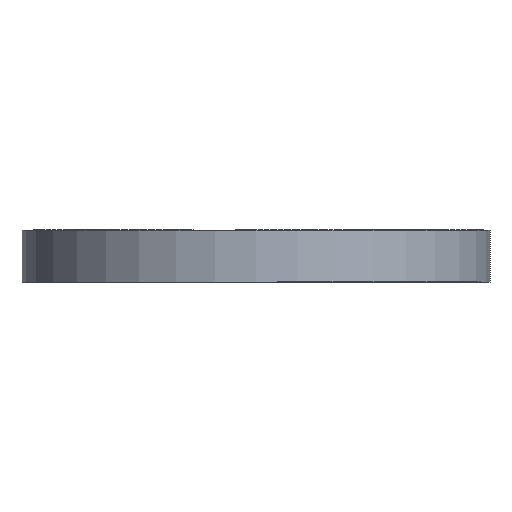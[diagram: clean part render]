
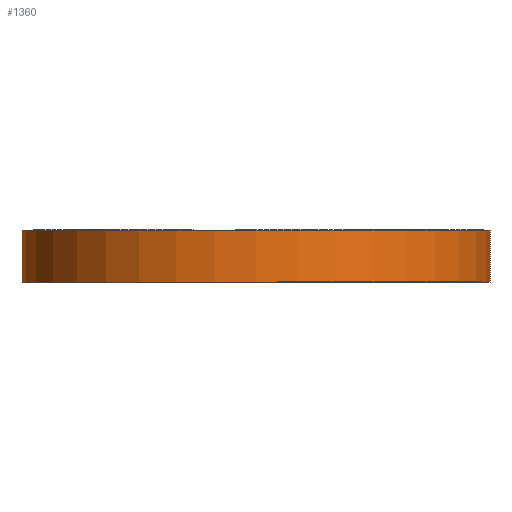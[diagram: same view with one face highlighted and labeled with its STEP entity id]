
A CAD part, front view. The second image highlights one B-rep face of the part: STEP entity #1360.
In plain terms, the highlighted cylindrical face has radius 27 mm (diameter 54 mm), a partial arc.
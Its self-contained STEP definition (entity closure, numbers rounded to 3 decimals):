
#2 = VECTOR ( 'NONE', #1043, 1000. ) ;
#62 = LINE ( 'NONE', #466, #1409 ) ;
#82 = FACE_OUTER_BOUND ( 'NONE', #719, .T. ) ;
#112 = DIRECTION ( 'NONE',  ( 0., 0., -1. ) ) ;
#121 = EDGE_CURVE ( 'NONE', #1313, #1345, #62, .T. ) ;
#236 = CARTESIAN_POINT ( 'NONE',  ( 27., 0., 6. ) ) ;
#255 = CARTESIAN_POINT ( 'NONE',  ( 0., 0., 6. ) ) ;
#282 = AXIS2_PLACEMENT_3D ( 'NONE', #255, #112, #386 ) ;
#310 = DIRECTION ( 'NONE',  ( 0., 0., 1. ) ) ;
#322 = CARTESIAN_POINT ( 'NONE',  ( 0., 0., 6. ) ) ;
#329 = DIRECTION ( 'NONE',  ( 1., 0., 0. ) ) ;
#351 = EDGE_CURVE ( 'NONE', #1345, #1343, #1421, .T. ) ;
#386 = DIRECTION ( 'NONE',  ( -1., 0., 0. ) ) ;
#466 = CARTESIAN_POINT ( 'NONE',  ( -27., 0., 6. ) ) ;
#483 = DIRECTION ( 'NONE',  ( 0., 0., 1. ) ) ;
#495 = CARTESIAN_POINT ( 'NONE',  ( 27., 0., 0. ) ) ;
#523 = CIRCLE ( 'NONE', #530, 27. ) ;
#530 = AXIS2_PLACEMENT_3D ( 'NONE', #322, #310, #780 ) ;
#544 = LINE ( 'NONE', #962, #2 ) ;
#686 = EDGE_CURVE ( 'NONE', #1287, #1343, #544, .T. ) ;
#689 = CYLINDRICAL_SURFACE ( 'NONE', #282, 27. ) ;
#719 = EDGE_LOOP ( 'NONE', ( #1132, #1195, #1256, #1010 ) ) ;
#723 = EDGE_CURVE ( 'NONE', #1313, #1287, #523, .T. ) ;
#780 = DIRECTION ( 'NONE',  ( 1., 0., 0. ) ) ;
#781 = AXIS2_PLACEMENT_3D ( 'NONE', #1440, #483, #329 ) ;
#921 = DIRECTION ( 'NONE',  ( 0., 0., -1. ) ) ;
#962 = CARTESIAN_POINT ( 'NONE',  ( 27., 0., 6. ) ) ;
#1001 = CARTESIAN_POINT ( 'NONE',  ( -27., 0., 6. ) ) ;
#1010 = ORIENTED_EDGE ( 'NONE', *, *, #351, .T. ) ;
#1043 = DIRECTION ( 'NONE',  ( 0., 0., -1. ) ) ;
#1132 = ORIENTED_EDGE ( 'NONE', *, *, #686, .F. ) ;
#1195 = ORIENTED_EDGE ( 'NONE', *, *, #723, .F. ) ;
#1216 = CARTESIAN_POINT ( 'NONE',  ( -27., 0., 0. ) ) ;
#1256 = ORIENTED_EDGE ( 'NONE', *, *, #121, .T. ) ;
#1287 = VERTEX_POINT ( 'NONE', #236 ) ;
#1313 = VERTEX_POINT ( 'NONE', #1001 ) ;
#1343 = VERTEX_POINT ( 'NONE', #495 ) ;
#1345 = VERTEX_POINT ( 'NONE', #1216 ) ;
#1360 = ADVANCED_FACE ( 'NONE', ( #82 ), #689, .T. ) ;
#1409 = VECTOR ( 'NONE', #921, 1000. ) ;
#1421 = CIRCLE ( 'NONE', #781, 27. ) ;
#1440 = CARTESIAN_POINT ( 'NONE',  ( 0., 0., 0. ) ) ;
